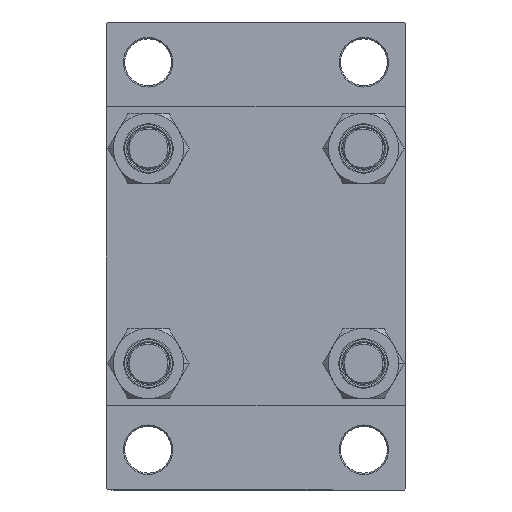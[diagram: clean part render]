
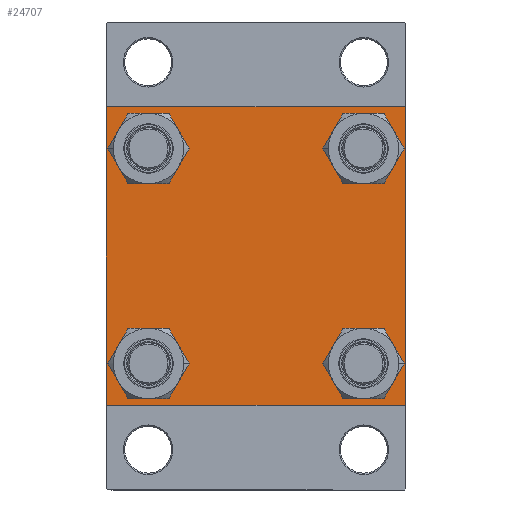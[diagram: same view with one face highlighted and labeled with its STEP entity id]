
A CAD part, left-side view. The second image highlights one B-rep face of the part: STEP entity #24707.
In plain terms, the highlighted planar face has unit normal (-1, 0, 0).
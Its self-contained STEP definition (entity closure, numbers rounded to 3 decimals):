
#200 = EDGE_CURVE ( 'NONE', #7190, #33716, #35974, .T. ) ;
#457 = CARTESIAN_POINT ( 'NONE',  ( 0., -41.35, -41.35 ) ) ;
#564 = VERTEX_POINT ( 'NONE', #32302 ) ;
#991 = CARTESIAN_POINT ( 'NONE',  ( 0., -41.35, -49.85 ) ) ;
#1646 = CARTESIAN_POINT ( 'NONE',  ( 0., 41.35, -49.85 ) ) ;
#1817 = VERTEX_POINT ( 'NONE', #37109 ) ;
#2036 = ORIENTED_EDGE ( 'NONE', *, *, #18814, .T. ) ;
#2559 = FACE_BOUND ( 'NONE', #15754, .T. ) ;
#2788 = ORIENTED_EDGE ( 'NONE', *, *, #34492, .T. ) ;
#2829 = CARTESIAN_POINT ( 'NONE',  ( 0., -41.35, 41.35 ) ) ;
#3002 = VERTEX_POINT ( 'NONE', #7176 ) ;
#3023 = AXIS2_PLACEMENT_3D ( 'NONE', #32661, #18681, #3245 ) ;
#3028 = EDGE_CURVE ( 'NONE', #3066, #564, #25783, .T. ) ;
#3048 = DIRECTION ( 'NONE',  ( 1., 0., 0. ) ) ;
#3066 = VERTEX_POINT ( 'NONE', #33186 ) ;
#3092 = AXIS2_PLACEMENT_3D ( 'NONE', #28064, #25412, #43712 ) ;
#3245 = DIRECTION ( 'NONE',  ( 0., 0., 1. ) ) ;
#3783 = DIRECTION ( 'NONE',  ( 0., 0., 1. ) ) ;
#4023 = DIRECTION ( 'NONE',  ( 0., -1., 0. ) ) ;
#4616 = LINE ( 'NONE', #32843, #26526 ) ;
#4734 = VECTOR ( 'NONE', #40114, 1000. ) ;
#5914 = VERTEX_POINT ( 'NONE', #1646 ) ;
#6270 = VECTOR ( 'NONE', #29116, 1000. ) ;
#6317 = ORIENTED_EDGE ( 'NONE', *, *, #11250, .T. ) ;
#6443 = CARTESIAN_POINT ( 'NONE',  ( 0., -57.5, -57. ) ) ;
#7176 = CARTESIAN_POINT ( 'NONE',  ( 0., -57., -57.5 ) ) ;
#7190 = VERTEX_POINT ( 'NONE', #24739 ) ;
#7301 = EDGE_LOOP ( 'NONE', ( #38201, #2036 ) ) ;
#7989 = CARTESIAN_POINT ( 'NONE',  ( 0., -57.5, 57.5 ) ) ;
#8339 = VECTOR ( 'NONE', #10812, 1000. ) ;
#8685 = VERTEX_POINT ( 'NONE', #45595 ) ;
#8960 = DIRECTION ( 'NONE',  ( 0., -0.707, -0.707 ) ) ;
#9288 = CARTESIAN_POINT ( 'NONE',  ( 0., 41.35, -41.35 ) ) ;
#9573 = DIRECTION ( 'NONE',  ( 0., 0., 1. ) ) ;
#9714 = CIRCLE ( 'NONE', #23567, 8.5 ) ;
#10510 = EDGE_CURVE ( 'NONE', #5914, #8685, #19765, .T. ) ;
#10741 = LINE ( 'NONE', #13645, #4734 ) ;
#10812 = DIRECTION ( 'NONE',  ( 0., 0., -1. ) ) ;
#11250 = EDGE_CURVE ( 'NONE', #43405, #43407, #12573, .T. ) ;
#11388 = EDGE_CURVE ( 'NONE', #35308, #1817, #13649, .T. ) ;
#11504 = CIRCLE ( 'NONE', #3023, 8.5 ) ;
#11839 = LINE ( 'NONE', #7989, #17382 ) ;
#12573 = LINE ( 'NONE', #27255, #14439 ) ;
#12810 = EDGE_CURVE ( 'NONE', #43407, #3002, #18285, .T. ) ;
#13479 = LINE ( 'NONE', #28160, #8339 ) ;
#13562 = EDGE_CURVE ( 'NONE', #44495, #43405, #13479, .T. ) ;
#13645 = CARTESIAN_POINT ( 'NONE',  ( 0., 57.5, 57.5 ) ) ;
#13649 = CIRCLE ( 'NONE', #27496, 8.5 ) ;
#14439 = VECTOR ( 'NONE', #8960, 1000. ) ;
#14488 = VERTEX_POINT ( 'NONE', #16435 ) ;
#15457 = EDGE_LOOP ( 'NONE', ( #39415, #17987 ) ) ;
#15754 = EDGE_LOOP ( 'NONE', ( #32060, #28961 ) ) ;
#16435 = CARTESIAN_POINT ( 'NONE',  ( 0., 57., 57.5 ) ) ;
#16573 = FACE_BOUND ( 'NONE', #30034, .T. ) ;
#16647 = EDGE_CURVE ( 'NONE', #46560, #25795, #44647, .T. ) ;
#17283 = DIRECTION ( 'NONE',  ( -1., 0., 0. ) ) ;
#17382 = VECTOR ( 'NONE', #19079, 1000. ) ;
#17987 = ORIENTED_EDGE ( 'NONE', *, *, #11388, .T. ) ;
#18277 = DIRECTION ( 'NONE',  ( 1., 0., 0. ) ) ;
#18285 = LINE ( 'NONE', #22349, #32933 ) ;
#18521 = LINE ( 'NONE', #36818, #6270 ) ;
#18681 = DIRECTION ( 'NONE',  ( 1., 0., 0. ) ) ;
#18814 = EDGE_CURVE ( 'NONE', #25795, #46560, #11504, .T. ) ;
#19079 = DIRECTION ( 'NONE',  ( 0., 0., -1. ) ) ;
#19649 = DIRECTION ( 'NONE',  ( 1., 0., 0. ) ) ;
#19765 = CIRCLE ( 'NONE', #31313, 8.5 ) ;
#20311 = VECTOR ( 'NONE', #47542, 1000. ) ;
#20803 = CARTESIAN_POINT ( 'NONE',  ( 0., -57., 57.5 ) ) ;
#22019 = CARTESIAN_POINT ( 'NONE',  ( 0., -41.35, 41.35 ) ) ;
#22171 = DIRECTION ( 'NONE',  ( 0., 0., 1. ) ) ;
#22252 = DIRECTION ( 'NONE',  ( 1., 0., 0. ) ) ;
#22349 = CARTESIAN_POINT ( 'NONE',  ( 0., 57.5, -57.5 ) ) ;
#22997 = EDGE_CURVE ( 'NONE', #14488, #44495, #18521, .T. ) ;
#23567 = AXIS2_PLACEMENT_3D ( 'NONE', #22019, #22252, #37177 ) ;
#23755 = DIRECTION ( 'NONE',  ( 0., 0., 1. ) ) ;
#23975 = CARTESIAN_POINT ( 'NONE',  ( 0., 41.35, -41.35 ) ) ;
#23989 = DIRECTION ( 'NONE',  ( 1., 0., 0. ) ) ;
#24275 = FACE_BOUND ( 'NONE', #15457, .T. ) ;
#24707 = ADVANCED_FACE ( 'NONE', ( #16573, #24275, #2559, #35345, #38486 ), #35579, .T. ) ;
#24739 = CARTESIAN_POINT ( 'NONE',  ( 0., -57.5, 57. ) ) ;
#25412 = DIRECTION ( 'NONE',  ( 1., 0., 0. ) ) ;
#25783 = CIRCLE ( 'NONE', #37336, 8.5 ) ;
#25795 = VERTEX_POINT ( 'NONE', #47707 ) ;
#25934 = CIRCLE ( 'NONE', #34393, 8.5 ) ;
#26526 = VECTOR ( 'NONE', #47547, 1000. ) ;
#27081 = EDGE_CURVE ( 'NONE', #14488, #33716, #10741, .T. ) ;
#27255 = CARTESIAN_POINT ( 'NONE',  ( 0., 57.25, -57.25 ) ) ;
#27496 = AXIS2_PLACEMENT_3D ( 'NONE', #457, #33729, #22171 ) ;
#28064 = CARTESIAN_POINT ( 'NONE',  ( 0., 41.35, 41.35 ) ) ;
#28160 = CARTESIAN_POINT ( 'NONE',  ( 0., 57.5, 57.5 ) ) ;
#28840 = CARTESIAN_POINT ( 'NONE',  ( 0., -41.35, -41.35 ) ) ;
#28961 = ORIENTED_EDGE ( 'NONE', *, *, #10510, .T. ) ;
#29072 = ORIENTED_EDGE ( 'NONE', *, *, #40410, .F. ) ;
#29116 = DIRECTION ( 'NONE',  ( 0., 0.707, -0.707 ) ) ;
#29483 = ORIENTED_EDGE ( 'NONE', *, *, #13562, .T. ) ;
#30034 = EDGE_LOOP ( 'NONE', ( #44886, #42177 ) ) ;
#31313 = AXIS2_PLACEMENT_3D ( 'NONE', #23975, #19649, #34345 ) ;
#32060 = ORIENTED_EDGE ( 'NONE', *, *, #43334, .T. ) ;
#32302 = CARTESIAN_POINT ( 'NONE',  ( 0., -41.35, 32.85 ) ) ;
#32661 = CARTESIAN_POINT ( 'NONE',  ( 0., 41.35, 41.35 ) ) ;
#32843 = CARTESIAN_POINT ( 'NONE',  ( 0., -57.25, -57.25 ) ) ;
#32908 = ORIENTED_EDGE ( 'NONE', *, *, #27081, .F. ) ;
#32933 = VECTOR ( 'NONE', #4023, 1000. ) ;
#33186 = CARTESIAN_POINT ( 'NONE',  ( 0., -41.35, 49.85 ) ) ;
#33608 = CIRCLE ( 'NONE', #37452, 8.5 ) ;
#33716 = VERTEX_POINT ( 'NONE', #20803 ) ;
#33729 = DIRECTION ( 'NONE',  ( 1., 0., 0. ) ) ;
#34345 = DIRECTION ( 'NONE',  ( 0., 0., 1. ) ) ;
#34393 = AXIS2_PLACEMENT_3D ( 'NONE', #28840, #3048, #40397 ) ;
#34447 = EDGE_LOOP ( 'NONE', ( #29483, #6317, #41369, #2788, #29072, #38200, #32908, #41817 ) ) ;
#34492 = EDGE_CURVE ( 'NONE', #3002, #36946, #4616, .T. ) ;
#35308 = VERTEX_POINT ( 'NONE', #991 ) ;
#35345 = FACE_BOUND ( 'NONE', #7301, .T. ) ;
#35579 = PLANE ( 'NONE',  #36980 ) ;
#35974 = LINE ( 'NONE', #43425, #20311 ) ;
#36818 = CARTESIAN_POINT ( 'NONE',  ( 0., 57.25, 57.25 ) ) ;
#36946 = VERTEX_POINT ( 'NONE', #6443 ) ;
#36960 = CARTESIAN_POINT ( 'NONE',  ( 0., 57.5, -57. ) ) ;
#36980 = AXIS2_PLACEMENT_3D ( 'NONE', #42559, #17283, #9573 ) ;
#37109 = CARTESIAN_POINT ( 'NONE',  ( 0., -41.35, -32.85 ) ) ;
#37177 = DIRECTION ( 'NONE',  ( 0., 0., 1. ) ) ;
#37336 = AXIS2_PLACEMENT_3D ( 'NONE', #2829, #18277, #3783 ) ;
#37452 = AXIS2_PLACEMENT_3D ( 'NONE', #9288, #23989, #23755 ) ;
#38200 = ORIENTED_EDGE ( 'NONE', *, *, #200, .T. ) ;
#38201 = ORIENTED_EDGE ( 'NONE', *, *, #16647, .T. ) ;
#38486 = FACE_OUTER_BOUND ( 'NONE', #34447, .T. ) ;
#39415 = ORIENTED_EDGE ( 'NONE', *, *, #43183, .T. ) ;
#40114 = DIRECTION ( 'NONE',  ( 0., -1., 0. ) ) ;
#40397 = DIRECTION ( 'NONE',  ( 0., 0., 1. ) ) ;
#40410 = EDGE_CURVE ( 'NONE', #7190, #36946, #11839, .T. ) ;
#41369 = ORIENTED_EDGE ( 'NONE', *, *, #12810, .T. ) ;
#41597 = EDGE_CURVE ( 'NONE', #564, #3066, #9714, .T. ) ;
#41817 = ORIENTED_EDGE ( 'NONE', *, *, #22997, .T. ) ;
#42177 = ORIENTED_EDGE ( 'NONE', *, *, #41597, .T. ) ;
#42278 = CARTESIAN_POINT ( 'NONE',  ( 0., 57.5, 57. ) ) ;
#42523 = CARTESIAN_POINT ( 'NONE',  ( 0., 41.35, 49.85 ) ) ;
#42559 = CARTESIAN_POINT ( 'NONE',  ( 0., 0., 0. ) ) ;
#43183 = EDGE_CURVE ( 'NONE', #1817, #35308, #25934, .T. ) ;
#43334 = EDGE_CURVE ( 'NONE', #8685, #5914, #33608, .T. ) ;
#43405 = VERTEX_POINT ( 'NONE', #36960 ) ;
#43407 = VERTEX_POINT ( 'NONE', #44183 ) ;
#43425 = CARTESIAN_POINT ( 'NONE',  ( 0., -57.25, 57.25 ) ) ;
#43712 = DIRECTION ( 'NONE',  ( 0., 0., 1. ) ) ;
#44183 = CARTESIAN_POINT ( 'NONE',  ( 0., 57., -57.5 ) ) ;
#44495 = VERTEX_POINT ( 'NONE', #42278 ) ;
#44647 = CIRCLE ( 'NONE', #3092, 8.5 ) ;
#44886 = ORIENTED_EDGE ( 'NONE', *, *, #3028, .T. ) ;
#45595 = CARTESIAN_POINT ( 'NONE',  ( 0., 41.35, -32.85 ) ) ;
#46560 = VERTEX_POINT ( 'NONE', #42523 ) ;
#47542 = DIRECTION ( 'NONE',  ( 0., 0.707, 0.707 ) ) ;
#47547 = DIRECTION ( 'NONE',  ( 0., -0.707, 0.707 ) ) ;
#47707 = CARTESIAN_POINT ( 'NONE',  ( 0., 41.35, 32.85 ) ) ;
